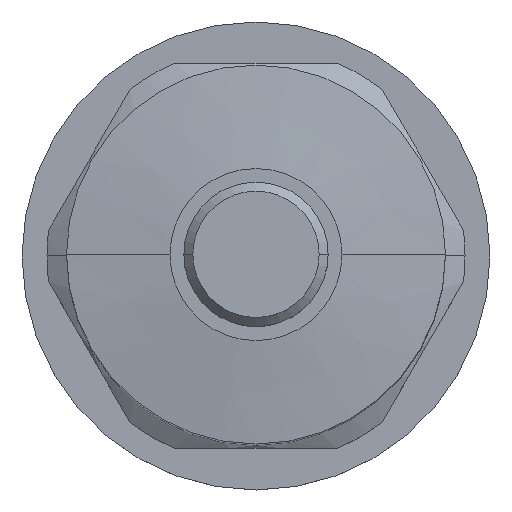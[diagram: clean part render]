
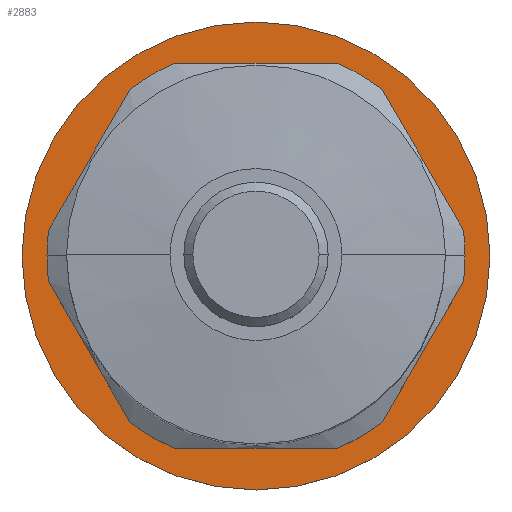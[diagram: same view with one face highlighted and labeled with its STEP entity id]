
A CAD part, top view. The second image highlights one B-rep face of the part: STEP entity #2883.
In plain terms, the highlighted planar face has unit normal (0, 0, 1).
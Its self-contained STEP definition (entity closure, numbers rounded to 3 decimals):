
#586=CARTESIAN_POINT('',(0.,0.,-57.2));
#587=DIRECTION('',(0.,0.,1.));
#588=DIRECTION('',(-1.,0.,0.));
#589=AXIS2_PLACEMENT_3D('',#586,#587,#588);
#594=CARTESIAN_POINT('',(0.,0.,-57.2));
#595=DIRECTION('',(0.,0.,1.));
#596=DIRECTION('',(1.,0.,0.));
#597=AXIS2_PLACEMENT_3D('',#594,#595,#596);
#602=CARTESIAN_POINT('',(0.,0.,-57.2));
#603=DIRECTION('',(0.,0.,-1.));
#604=DIRECTION('',(1.,0.,0.));
#605=AXIS2_PLACEMENT_3D('',#602,#603,#604);
#610=CARTESIAN_POINT('',(0.,0.,-57.2));
#611=DIRECTION('',(0.,0.,-1.));
#612=DIRECTION('',(-1.,0.,0.));
#613=AXIS2_PLACEMENT_3D('',#610,#611,#612);
#2263=CARTESIAN_POINT('',(15.75,0.,-57.2));
#2264=VERTEX_POINT('',#2263);
#2265=CARTESIAN_POINT('',(-15.75,0.,-57.2));
#2266=VERTEX_POINT('',#2265);
#2267=CARTESIAN_POINT('',(-19.45,0.,-57.2));
#2268=CARTESIAN_POINT('',(19.45,0.,-57.2));
#2269=VERTEX_POINT('',#2267);
#2270=VERTEX_POINT('',#2268);
#2868=CARTESIAN_POINT('',(9.725,0.,-57.2));
#2869=DIRECTION('',(0.,0.,1.));
#2870=DIRECTION('',(1.,0.,0.));
#2871=AXIS2_PLACEMENT_3D('',#2868,#2869,#2870);
#2872=PLANE('',#2871);
#2874=ORIENTED_EDGE('',*,*,#2873,.F.);
#2876=ORIENTED_EDGE('',*,*,#2875,.F.);
#2877=EDGE_LOOP('',(#2874,#2876));
#2878=FACE_OUTER_BOUND('',#2877,.F.);
#2879=ORIENTED_EDGE('',*,*,#2861,.F.);
#2880=ORIENTED_EDGE('',*,*,#2850,.F.);
#2881=EDGE_LOOP('',(#2879,#2880));
#2882=FACE_BOUND('',#2881,.F.);
#2883=ADVANCED_FACE('',(#2878,#2882),#2872,.T.);
#590=CIRCLE('',#589,19.45);
#598=CIRCLE('',#597,19.45);
#606=CIRCLE('',#605,15.75);
#614=CIRCLE('',#613,15.75);
#2850=EDGE_CURVE('',#2266,#2264,#614,.T.);
#2861=EDGE_CURVE('',#2264,#2266,#606,.T.);
#2873=EDGE_CURVE('',#2269,#2270,#590,.T.);
#2875=EDGE_CURVE('',#2270,#2269,#598,.T.);
